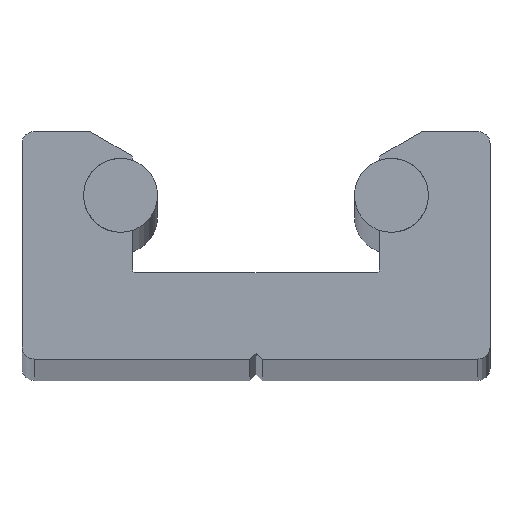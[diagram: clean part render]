
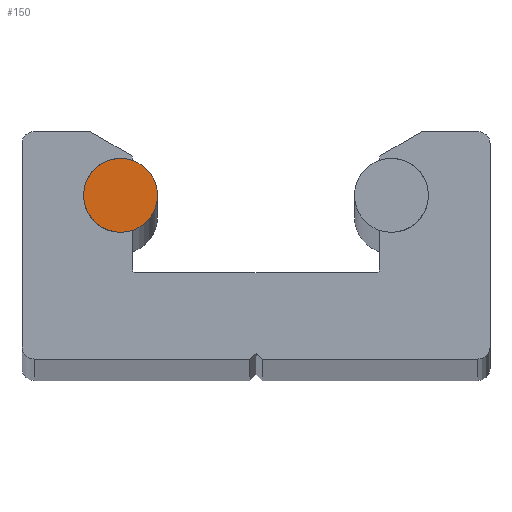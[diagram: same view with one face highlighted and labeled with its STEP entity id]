
A CAD part, top view. The second image highlights one B-rep face of the part: STEP entity #150.
In plain terms, the highlighted planar face has unit normal (0, 0, 1).
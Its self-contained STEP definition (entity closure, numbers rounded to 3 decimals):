
#20 = AXIS2_PLACEMENT_3D ( 'NONE', #223, #1077, #1172 ) ;
#97 = FACE_OUTER_BOUND ( 'NONE', #808, .T. ) ;
#150 = ADVANCED_FACE ( 'NONE', ( #97 ), #777, .T. ) ;
#164 = EDGE_CURVE ( 'NONE', #752, #1079, #1166, .T. ) ;
#171 = DIRECTION ( 'NONE',  ( 1., 0., 0. ) ) ;
#186 = AXIS2_PLACEMENT_3D ( 'NONE', #566, #1036, #171 ) ;
#190 = CARTESIAN_POINT ( 'NONE',  ( -8., 4.05, 1000. ) ) ;
#223 = CARTESIAN_POINT ( 'NONE',  ( -11., 4.05, 1000. ) ) ;
#395 = CIRCLE ( 'NONE', #20, 3. ) ;
#566 = CARTESIAN_POINT ( 'NONE',  ( -11., 4.05, 1000. ) ) ;
#586 = CARTESIAN_POINT ( 'NONE',  ( -11., 4.05, 1000. ) ) ;
#635 = CARTESIAN_POINT ( 'NONE',  ( -14., 4.05, 1000. ) ) ;
#752 = VERTEX_POINT ( 'NONE', #635 ) ;
#764 = EDGE_CURVE ( 'NONE', #1079, #752, #395, .T. ) ;
#777 = PLANE ( 'NONE',  #186 ) ;
#808 = EDGE_LOOP ( 'NONE', ( #1087, #924 ) ) ;
#894 = AXIS2_PLACEMENT_3D ( 'NONE', #586, #1221, #938 ) ;
#924 = ORIENTED_EDGE ( 'NONE', *, *, #164, .T. ) ;
#938 = DIRECTION ( 'NONE',  ( 1., 0., 0. ) ) ;
#1036 = DIRECTION ( 'NONE',  ( 0., 0., 1. ) ) ;
#1077 = DIRECTION ( 'NONE',  ( 0., 0., 1. ) ) ;
#1079 = VERTEX_POINT ( 'NONE', #190 ) ;
#1087 = ORIENTED_EDGE ( 'NONE', *, *, #764, .T. ) ;
#1166 = CIRCLE ( 'NONE', #894, 3. ) ;
#1172 = DIRECTION ( 'NONE',  ( 1., 0., 0. ) ) ;
#1221 = DIRECTION ( 'NONE',  ( 0., 0., 1. ) ) ;
